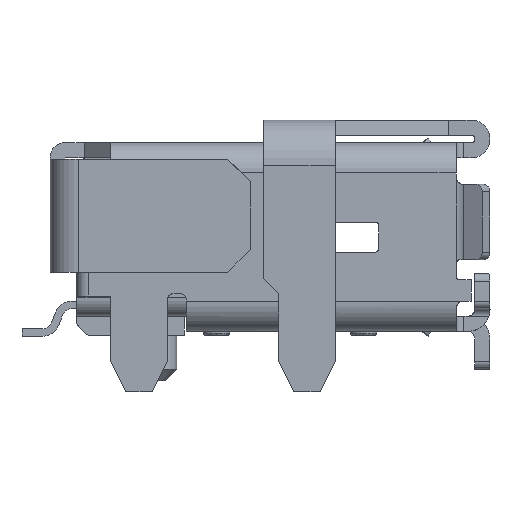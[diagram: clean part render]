
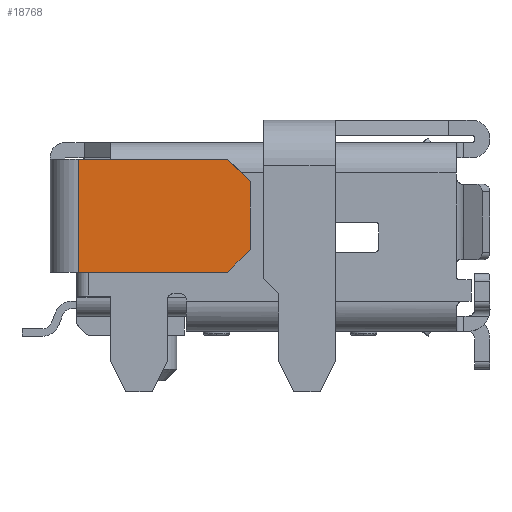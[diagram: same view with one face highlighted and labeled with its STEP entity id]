
A CAD part, front view. The second image highlights one B-rep face of the part: STEP entity #18768.
In plain terms, the highlighted planar face has unit normal (0, -1, 0).
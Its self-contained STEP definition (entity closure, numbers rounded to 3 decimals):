
#364 = DIRECTION ( 'NONE',  ( 0., 0., -1. ) ) ;
#495 = CARTESIAN_POINT ( 'NONE',  ( -5.25, -138.45, 1.47 ) ) ;
#539 = VERTEX_POINT ( 'NONE', #10523 ) ;
#924 = DIRECTION ( 'NONE',  ( 0., 0., 1. ) ) ;
#1337 = EDGE_CURVE ( 'NONE', #11710, #539, #18124, .T. ) ;
#2508 = VECTOR ( 'NONE', #12693, 1000. ) ;
#2518 = VECTOR ( 'NONE', #19949, 1000. ) ;
#3114 = CARTESIAN_POINT ( 'NONE',  ( -5.25, -138.45, 1.47 ) ) ;
#3188 = VERTEX_POINT ( 'NONE', #14691 ) ;
#3622 = ORIENTED_EDGE ( 'NONE', *, *, #16846, .F. ) ;
#3868 = CARTESIAN_POINT ( 'NONE',  ( -9.2, -138.45, 1.67 ) ) ;
#4748 = PLANE ( 'NONE',  #5775 ) ;
#5226 = CARTESIAN_POINT ( 'NONE',  ( -9.2, -138.45, -1.53 ) ) ;
#5775 = AXIS2_PLACEMENT_3D ( 'NONE', #21615, #13355, #924 ) ;
#5893 = CARTESIAN_POINT ( 'NONE',  ( -5.85, -138.45, -1.53 ) ) ;
#6141 = VERTEX_POINT ( 'NONE', #495 ) ;
#6342 = ORIENTED_EDGE ( 'NONE', *, *, #22419, .F. ) ;
#8369 = LINE ( 'NONE', #20502, #8910 ) ;
#8910 = VECTOR ( 'NONE', #10109, 1000. ) ;
#9971 = CARTESIAN_POINT ( 'NONE',  ( -5.25, -138.45, -1.53 ) ) ;
#10046 = VERTEX_POINT ( 'NONE', #15356 ) ;
#10109 = DIRECTION ( 'NONE',  ( -1., 0., 0. ) ) ;
#10523 = CARTESIAN_POINT ( 'NONE',  ( -4.65, -138.45, -0.93 ) ) ;
#11272 = CARTESIAN_POINT ( 'NONE',  ( -4.95, -138.45, -1.23 ) ) ;
#11354 = FACE_OUTER_BOUND ( 'NONE', #20329, .T. ) ;
#11710 = VERTEX_POINT ( 'NONE', #9971 ) ;
#11732 = LINE ( 'NONE', #3114, #13113 ) ;
#12693 = DIRECTION ( 'NONE',  ( 0., 0., 1. ) ) ;
#13113 = VECTOR ( 'NONE', #15217, 1000. ) ;
#13355 = DIRECTION ( 'NONE',  ( 0., 1., 0. ) ) ;
#13798 = ORIENTED_EDGE ( 'NONE', *, *, #14782, .F. ) ;
#14691 = CARTESIAN_POINT ( 'NONE',  ( -9.2, -138.45, 1.47 ) ) ;
#14782 = EDGE_CURVE ( 'NONE', #6141, #10046, #11732, .T. ) ;
#14845 = VERTEX_POINT ( 'NONE', #5226 ) ;
#14991 = ORIENTED_EDGE ( 'NONE', *, *, #1337, .T. ) ;
#15217 = DIRECTION ( 'NONE',  ( 0.707, 0., -0.707 ) ) ;
#15356 = CARTESIAN_POINT ( 'NONE',  ( -4.65, -138.45, 0.87 ) ) ;
#15890 = LINE ( 'NONE', #19461, #16474 ) ;
#16474 = VECTOR ( 'NONE', #364, 1000. ) ;
#16846 = EDGE_CURVE ( 'NONE', #10046, #539, #15890, .T. ) ;
#16995 = EDGE_CURVE ( 'NONE', #14845, #11710, #19913, .T. ) ;
#17858 = EDGE_CURVE ( 'NONE', #6141, #3188, #8369, .T. ) ;
#18124 = LINE ( 'NONE', #11272, #2518 ) ;
#18768 = ADVANCED_FACE ( 'NONE', ( #11354 ), #4748, .F. ) ;
#19461 = CARTESIAN_POINT ( 'NONE',  ( -4.65, -138.45, 0.07 ) ) ;
#19464 = LINE ( 'NONE', #3868, #2508 ) ;
#19876 = ORIENTED_EDGE ( 'NONE', *, *, #16995, .T. ) ;
#19913 = LINE ( 'NONE', #5893, #22405 ) ;
#19949 = DIRECTION ( 'NONE',  ( 0.707, 0., 0.707 ) ) ;
#20030 = DIRECTION ( 'NONE',  ( 1., 0., 0. ) ) ;
#20329 = EDGE_LOOP ( 'NONE', ( #13798, #20870, #6342, #19876, #14991, #3622 ) ) ;
#20502 = CARTESIAN_POINT ( 'NONE',  ( -1.7, -138.45, 1.47 ) ) ;
#20870 = ORIENTED_EDGE ( 'NONE', *, *, #17858, .T. ) ;
#21615 = CARTESIAN_POINT ( 'NONE',  ( -9.8, -138.45, 1.67 ) ) ;
#22405 = VECTOR ( 'NONE', #20030, 1000. ) ;
#22419 = EDGE_CURVE ( 'NONE', #14845, #3188, #19464, .T. ) ;
